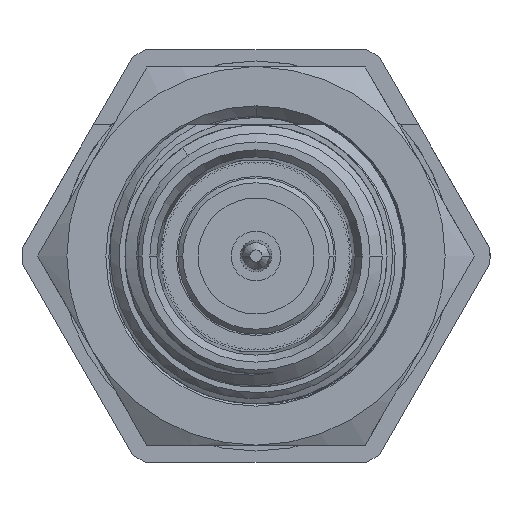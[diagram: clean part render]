
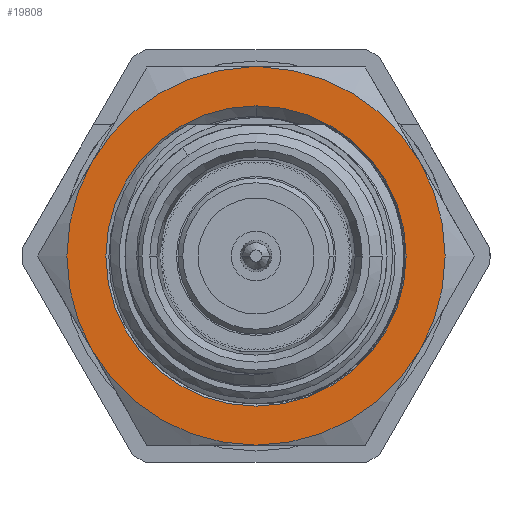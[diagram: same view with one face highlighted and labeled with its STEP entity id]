
A CAD part, left-side view. The second image highlights one B-rep face of the part: STEP entity #19808.
In plain terms, the highlighted planar face has unit normal (-1, 0, 0).
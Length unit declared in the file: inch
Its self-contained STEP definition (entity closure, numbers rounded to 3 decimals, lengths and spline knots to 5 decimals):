
#6828=CARTESIAN_POINT('',(0.43318,0.27276,
0.15748));
#6840=CARTESIAN_POINT('',(0.43318,0.,0.));
#6841=DIRECTION('',(-1.,0.,0.));
#6842=DIRECTION('',(0.,0.866,0.5));
#6843=AXIS2_PLACEMENT_3D('',#6840,#6841,#6842);
#6845=CARTESIAN_POINT('',(0.43318,0.,0.));
#6846=DIRECTION('',(-1.,0.,0.));
#6847=DIRECTION('',(0.,0.032,0.999));
#6848=AXIS2_PLACEMENT_3D('',#6845,#6846,#6847);
#6850=DIRECTION('',(0.,1.,0.));
#6851=VECTOR('',#6850,0.02028);
#6852=CARTESIAN_POINT('',(0.43318,-0.01014,
0.3148));
#6853=LINE('',#6852,#6851);
#6854=CARTESIAN_POINT('',(0.43318,0.,0.));
#6855=DIRECTION('',(-1.,0.,0.));
#6856=DIRECTION('',(0.,-0.866,0.5));
#6857=AXIS2_PLACEMENT_3D('',#6854,#6855,#6856);
#6859=CARTESIAN_POINT('',(0.43318,0.,0.));
#6860=DIRECTION('',(-1.,0.,0.));
#6861=DIRECTION('',(0.,-0.866,-0.5));
#6862=AXIS2_PLACEMENT_3D('',#6859,#6860,#6861);
#6864=CARTESIAN_POINT('',(0.43318,0.,0.));
#6865=DIRECTION('',(-1.,0.,0.));
#6866=DIRECTION('',(0.,0.,1.));
#6867=AXIS2_PLACEMENT_3D('',#6864,#6865,#6866);
#6869=CARTESIAN_POINT('',(0.43318,0.,0.));
#6870=DIRECTION('',(-1.,0.,0.));
#6871=DIRECTION('',(0.,0.,-1.));
#6872=AXIS2_PLACEMENT_3D('',#6869,#6870,#6871);
#6894=CARTESIAN_POINT('',(0.43318,0.27276,
-0.15748));
#6906=CARTESIAN_POINT('',(0.43318,0.,0.));
#6907=DIRECTION('',(-1.,0.,0.));
#6908=DIRECTION('',(0.,0.866,-0.5));
#6909=AXIS2_PLACEMENT_3D('',#6906,#6907,#6908);
#6939=CARTESIAN_POINT('',(0.43318,0.01014,
0.3148));
#6961=CARTESIAN_POINT('',(0.43318,-0.01014,
0.3148));
#6963=CARTESIAN_POINT('',(0.43318,-0.27276,
0.15748));
#6987=CARTESIAN_POINT('',(0.43318,-0.27276,
-0.15748));
#11974=VERTEX_POINT('',#6894);
#11977=VERTEX_POINT('',#6828);
#11979=VERTEX_POINT('',#6939);
#11981=VERTEX_POINT('',#6961);
#11982=VERTEX_POINT('',#6963);
#11984=VERTEX_POINT('',#6987);
#11998=CARTESIAN_POINT('',(0.43318,0.,0.25));
#11999=CARTESIAN_POINT('',(0.43318,0.,-0.25));
#12000=VERTEX_POINT('',#11998);
#12001=VERTEX_POINT('',#11999);
#19787=CARTESIAN_POINT('',(0.43318,0.,0.));
#19788=DIRECTION('',(1.,0.,0.));
#19789=DIRECTION('',(0.,0.,-1.));
#19790=AXIS2_PLACEMENT_3D('',#19787,#19788,#19789);
#19791=PLANE('',#19790);
#19793=ORIENTED_EDGE('',*,*,#19792,.F.);
#19794=ORIENTED_EDGE('',*,*,#19782,.F.);
#19796=ORIENTED_EDGE('',*,*,#19795,.F.);
#19797=ORIENTED_EDGE('',*,*,#19678,.F.);
#19799=ORIENTED_EDGE('',*,*,#19798,.F.);
#19801=ORIENTED_EDGE('',*,*,#19800,.F.);
#19802=EDGE_LOOP('',(#19793,#19794,#19796,#19797,#19799,#19801));
#19803=FACE_OUTER_BOUND('',#19802,.F.);
#19804=ORIENTED_EDGE('',*,*,#14339,.T.);
#19805=ORIENTED_EDGE('',*,*,#14992,.T.);
#19806=EDGE_LOOP('',(#19804,#19805));
#19807=FACE_BOUND('',#19806,.F.);
#19808=ADVANCED_FACE('',(#19803,#19807),#19791,.F.);
#6844=CIRCLE('',#6843,0.31496);
#6849=CIRCLE('',#6848,0.31496);
#6858=CIRCLE('',#6857,0.31496);
#6863=CIRCLE('',#6862,0.31496);
#6868=CIRCLE('',#6867,0.25);
#6873=CIRCLE('',#6872,0.25);
#6910=CIRCLE('',#6909,0.31496);
#14339=EDGE_CURVE('',#12000,#12001,#6868,.T.);
#14992=EDGE_CURVE('',#12001,#12000,#6873,.T.);
#19678=EDGE_CURVE('',#11981,#11979,#6853,.T.);
#19782=EDGE_CURVE('',#11977,#11974,#6844,.T.);
#19792=EDGE_CURVE('',#11974,#11984,#6910,.T.);
#19795=EDGE_CURVE('',#11979,#11977,#6849,.T.);
#19798=EDGE_CURVE('',#11982,#11981,#6858,.T.);
#19800=EDGE_CURVE('',#11984,#11982,#6863,.T.);
